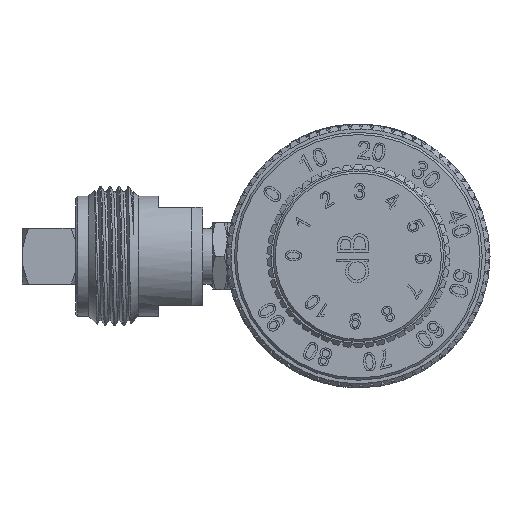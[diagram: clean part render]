
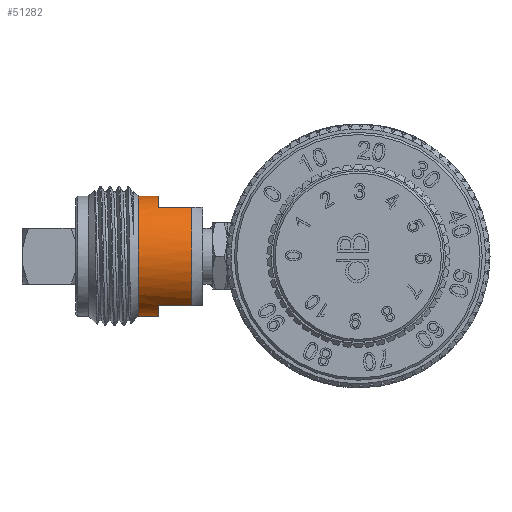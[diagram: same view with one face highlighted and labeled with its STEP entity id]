
A CAD part, left-side view. The second image highlights one B-rep face of the part: STEP entity #51282.
In plain terms, the highlighted cylindrical face has radius 6.858 mm (diameter 13.716 mm), a full revolution.
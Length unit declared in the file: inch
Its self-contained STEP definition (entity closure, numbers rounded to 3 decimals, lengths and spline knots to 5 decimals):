
#170 = VERTEX_POINT ( 'NONE', #64723 ) ;
#749 = CARTESIAN_POINT ( 'NONE',  ( 2.04379, 0.74772, -0.22 ) ) ;
#1610 = CIRCLE ( 'NONE', #3123, 0.27 ) ;
#2847 = DIRECTION ( 'NONE',  ( 0., -1., 0. ) ) ;
#3123 = AXIS2_PLACEMENT_3D ( 'NONE', #32865, #61069, #47179 ) ;
#5151 = CARTESIAN_POINT ( 'NONE',  ( 1.73074, 0.90772, 0.22 ) ) ;
#9021 = VECTOR ( 'NONE', #10925, 39.37008 ) ;
#9942 = CYLINDRICAL_SURFACE ( 'NONE', #19522, 0.27 ) ;
#10034 = LINE ( 'NONE', #18122, #59100 ) ;
#10925 = DIRECTION ( 'NONE',  ( 0., 1., 0. ) ) ;
#11052 = EDGE_CURVE ( 'NONE', #80725, #62597, #22226, .T. ) ;
#11089 = CARTESIAN_POINT ( 'NONE',  ( 2.04379, 0.74772, 0.22 ) ) ;
#11146 = LINE ( 'NONE', #25952, #91284 ) ;
#13473 = DIRECTION ( 'NONE',  ( 0., 0., -1. ) ) ;
#17815 = CARTESIAN_POINT ( 'NONE',  ( 1.88726, 0.74772, 0. ) ) ;
#17873 = EDGE_CURVE ( 'NONE', #68369, #82983, #61164, .T. ) ;
#18122 = CARTESIAN_POINT ( 'NONE',  ( 2.04379, 0.90772, 0.22 ) ) ;
#19522 = AXIS2_PLACEMENT_3D ( 'NONE', #38177, #62001, #81646 ) ;
#22226 = CIRCLE ( 'NONE', #78690, 0.27 ) ;
#22389 = CARTESIAN_POINT ( 'NONE',  ( 1.73074, 0.74772, 0.22 ) ) ;
#25713 = CIRCLE ( 'NONE', #67145, 0.27 ) ;
#25952 = CARTESIAN_POINT ( 'NONE',  ( 2.04379, 0.90772, -0.22 ) ) ;
#26357 = DIRECTION ( 'NONE',  ( 0., -1., 0. ) ) ;
#27076 = DIRECTION ( 'NONE',  ( 1., 0., 0. ) ) ;
#27332 = ORIENTED_EDGE ( 'NONE', *, *, #90899, .T. ) ;
#28160 = ORIENTED_EDGE ( 'NONE', *, *, #32519, .T. ) ;
#28965 = EDGE_CURVE ( 'NONE', #170, #170, #25713, .T. ) ;
#32519 = EDGE_CURVE ( 'NONE', #62597, #48157, #11146, .T. ) ;
#32865 = CARTESIAN_POINT ( 'NONE',  ( 1.88726, 0.74772, 0. ) ) ;
#32872 = FACE_OUTER_BOUND ( 'NONE', #58461, .T. ) ;
#32946 = ORIENTED_EDGE ( 'NONE', *, *, #28965, .F. ) ;
#33625 = VERTEX_POINT ( 'NONE', #45177 ) ;
#33803 = CARTESIAN_POINT ( 'NONE',  ( 1.88726, 0.98772, 0. ) ) ;
#34924 = DIRECTION ( 'NONE',  ( 0., 1., 0. ) ) ;
#36088 = EDGE_CURVE ( 'NONE', #33625, #92870, #1610, .T. ) ;
#36414 = VECTOR ( 'NONE', #26357, 39.37008 ) ;
#36727 = CARTESIAN_POINT ( 'NONE',  ( 1.73074, 0.90772, -0.22 ) ) ;
#37616 = CIRCLE ( 'NONE', #55872, 0.27 ) ;
#38177 = CARTESIAN_POINT ( 'NONE',  ( 1.88726, 0.90772, 0. ) ) ;
#42139 = VERTEX_POINT ( 'NONE', #83838 ) ;
#42163 = DIRECTION ( 'NONE',  ( 0., 1., 0. ) ) ;
#43556 = ORIENTED_EDGE ( 'NONE', *, *, #36088, .T. ) ;
#44958 = EDGE_LOOP ( 'NONE', ( #27332, #63051, #43556, #52973, #73949, #57021, #73248, #28160 ) ) ;
#45177 = CARTESIAN_POINT ( 'NONE',  ( 1.73074, 0.74772, -0.22 ) ) ;
#45328 = DIRECTION ( 'NONE',  ( 0., 0., -1. ) ) ;
#47179 = DIRECTION ( 'NONE',  ( 0., 0., -1. ) ) ;
#48157 = VERTEX_POINT ( 'NONE', #53630 ) ;
#49240 = EDGE_CURVE ( 'NONE', #82983, #80725, #10034, .T. ) ;
#50658 = CARTESIAN_POINT ( 'NONE',  ( 1.88726, 0.89772, 0. ) ) ;
#51282 = ADVANCED_FACE ( 'NONE', ( #32872, #69178 ), #9942, .T. ) ;
#52041 = DIRECTION ( 'NONE',  ( 0., 1., 0. ) ) ;
#52973 = ORIENTED_EDGE ( 'NONE', *, *, #57838, .T. ) ;
#53630 = CARTESIAN_POINT ( 'NONE',  ( 2.04379, 0.89772, -0.22 ) ) ;
#55872 = AXIS2_PLACEMENT_3D ( 'NONE', #50658, #34924, #64071 ) ;
#57021 = ORIENTED_EDGE ( 'NONE', *, *, #49240, .T. ) ;
#57838 = EDGE_CURVE ( 'NONE', #92870, #68369, #70617, .T. ) ;
#58461 = EDGE_LOOP ( 'NONE', ( #32946 ) ) ;
#59100 = VECTOR ( 'NONE', #2847, 39.37008 ) ;
#61069 = DIRECTION ( 'NONE',  ( 0., 1., 0. ) ) ;
#61164 = CIRCLE ( 'NONE', #64144, 0.27 ) ;
#62001 = DIRECTION ( 'NONE',  ( 0., 1., 0. ) ) ;
#62597 = VERTEX_POINT ( 'NONE', #749 ) ;
#63051 = ORIENTED_EDGE ( 'NONE', *, *, #67265, .T. ) ;
#64071 = DIRECTION ( 'NONE',  ( 0., 0., -1. ) ) ;
#64144 = AXIS2_PLACEMENT_3D ( 'NONE', #68258, #52041, #45328 ) ;
#64723 = CARTESIAN_POINT ( 'NONE',  ( 2.15726, 0.98772, 0. ) ) ;
#67145 = AXIS2_PLACEMENT_3D ( 'NONE', #33803, #91146, #27076 ) ;
#67265 = EDGE_CURVE ( 'NONE', #42139, #33625, #79727, .T. ) ;
#68258 = CARTESIAN_POINT ( 'NONE',  ( 1.88726, 0.89772, 0. ) ) ;
#68369 = VERTEX_POINT ( 'NONE', #90595 ) ;
#69178 = FACE_OUTER_BOUND ( 'NONE', #44958, .T. ) ;
#70617 = LINE ( 'NONE', #5151, #9021 ) ;
#73248 = ORIENTED_EDGE ( 'NONE', *, *, #11052, .T. ) ;
#73949 = ORIENTED_EDGE ( 'NONE', *, *, #17873, .T. ) ;
#76133 = DIRECTION ( 'NONE',  ( 0., 1., 0. ) ) ;
#78690 = AXIS2_PLACEMENT_3D ( 'NONE', #17815, #76133, #13473 ) ;
#79727 = LINE ( 'NONE', #36727, #36414 ) ;
#80725 = VERTEX_POINT ( 'NONE', #11089 ) ;
#81468 = CARTESIAN_POINT ( 'NONE',  ( 2.04379, 0.89772, 0.22 ) ) ;
#81646 = DIRECTION ( 'NONE',  ( 1., 0., 0. ) ) ;
#82983 = VERTEX_POINT ( 'NONE', #81468 ) ;
#83838 = CARTESIAN_POINT ( 'NONE',  ( 1.73074, 0.89772, -0.22 ) ) ;
#90595 = CARTESIAN_POINT ( 'NONE',  ( 1.73074, 0.89772, 0.22 ) ) ;
#90899 = EDGE_CURVE ( 'NONE', #48157, #42139, #37616, .T. ) ;
#91146 = DIRECTION ( 'NONE',  ( 0., 1., 0. ) ) ;
#91284 = VECTOR ( 'NONE', #42163, 39.37008 ) ;
#92870 = VERTEX_POINT ( 'NONE', #22389 ) ;
